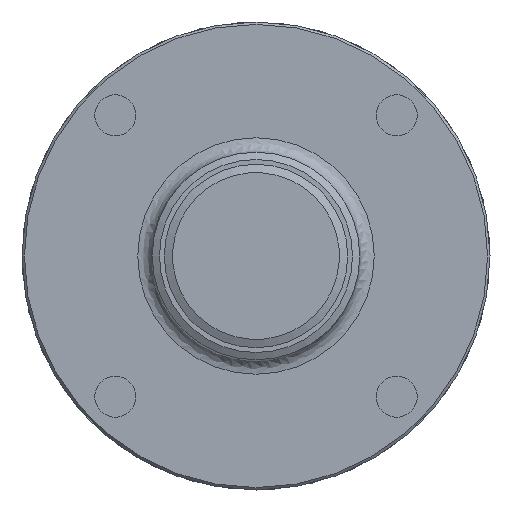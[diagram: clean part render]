
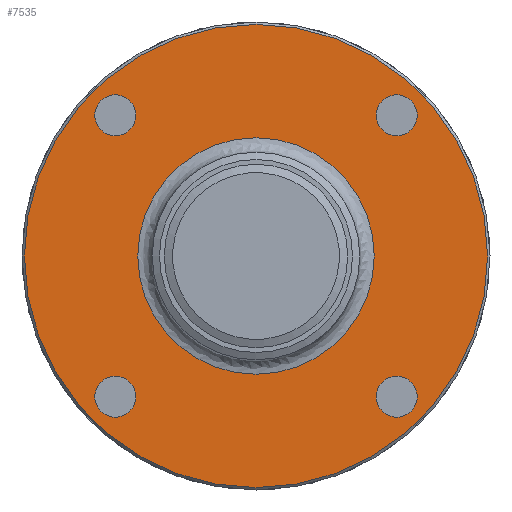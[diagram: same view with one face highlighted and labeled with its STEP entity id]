
A CAD part, left-side view. The second image highlights one B-rep face of the part: STEP entity #7535.
In plain terms, the highlighted planar face has unit normal (-1, 0, 0).
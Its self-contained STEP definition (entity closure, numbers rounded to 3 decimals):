
#7241=CARTESIAN_POINT('',(-60.0,-24.918,-29.168));
#7242=VERTEX_POINT('',#7241);
#7243=CARTESIAN_POINT('',(-60.0,-29.168,-29.168));
#7244=DIRECTION('',(1.0,0.0,0.0));
#7245=DIRECTION('',(0.0,-1.0,0.0));
#7246=AXIS2_PLACEMENT_3D('',#7243,#7244,#7245);
#7247=CIRCLE('',#7246,4.25);
#7248=EDGE_CURVE('',#7242,#7242,#7247,.T.);
#7269=CARTESIAN_POINT('',(-60.0,-29.168,24.918));
#7270=VERTEX_POINT('',#7269);
#7271=CARTESIAN_POINT('',(-60.0,-29.168,29.168));
#7272=DIRECTION('',(1.0,0.0,0.0));
#7273=DIRECTION('',(0.0,0.0,1.0));
#7274=AXIS2_PLACEMENT_3D('',#7271,#7272,#7273);
#7275=CIRCLE('',#7274,4.25);
#7276=EDGE_CURVE('',#7270,#7270,#7275,.T.);
#7297=CARTESIAN_POINT('',(-60.0,24.918,29.168));
#7298=VERTEX_POINT('',#7297);
#7299=CARTESIAN_POINT('',(-60.0,29.168,29.168));
#7300=DIRECTION('',(1.0,0.0,0.0));
#7301=DIRECTION('',(0.0,1.0,0.0));
#7302=AXIS2_PLACEMENT_3D('',#7299,#7300,#7301);
#7303=CIRCLE('',#7302,4.25);
#7304=EDGE_CURVE('',#7298,#7298,#7303,.T.);
#7325=CARTESIAN_POINT('',(-60.0,29.168,-24.918));
#7326=VERTEX_POINT('',#7325);
#7327=CARTESIAN_POINT('',(-60.0,29.168,-29.168));
#7328=DIRECTION('',(1.0,0.0,0.0));
#7329=DIRECTION('',(0.0,0.0,-1.0));
#7330=AXIS2_PLACEMENT_3D('',#7327,#7328,#7329);
#7331=CIRCLE('',#7330,4.25);
#7332=EDGE_CURVE('',#7326,#7326,#7331,.T.);
#7489=CARTESIAN_POINT('',(-60.0,24.5,0.0));
#7490=VERTEX_POINT('',#7489);
#7491=CARTESIAN_POINT('',(-60.0,0.0,0.0));
#7492=DIRECTION('',(1.0,0.0,0.0));
#7493=DIRECTION('',(0.0,1.0,0.0));
#7494=AXIS2_PLACEMENT_3D('',#7491,#7492,#7493);
#7495=CIRCLE('',#7494,24.5);
#7496=EDGE_CURVE('',#7490,#7490,#7495,.T.);
#7504=CARTESIAN_POINT('',(-60.0,36.25,0.0));
#7505=DIRECTION('',(-1.0,0.0,0.0));
#7506=DIRECTION('',(0.0,0.0,1.0));
#7507=AXIS2_PLACEMENT_3D('',#7504,#7505,#7506);
#7508=PLANE('',#7507);
#7509=CARTESIAN_POINT('',(-60.,48.,0.0));
#7510=VERTEX_POINT('',#7509);
#7511=CARTESIAN_POINT('',(-60.,0.0,0.0));
#7512=DIRECTION('',(1.0,0.0,0.0));
#7513=DIRECTION('',(0.0,1.0,0.0));
#7514=AXIS2_PLACEMENT_3D('',#7511,#7512,#7513);
#7515=CIRCLE('',#7514,48.);
#7516=EDGE_CURVE('',#7510,#7510,#7515,.T.);
#7517=ORIENTED_EDGE('',*,*,#7516,.F.);
#7518=EDGE_LOOP('',(#7517));
#7519=FACE_OUTER_BOUND('',#7518,.T.);
#7520=ORIENTED_EDGE('',*,*,#7248,.T.);
#7521=EDGE_LOOP('',(#7520));
#7522=FACE_BOUND('',#7521,.T.);
#7523=ORIENTED_EDGE('',*,*,#7276,.T.);
#7524=EDGE_LOOP('',(#7523));
#7525=FACE_BOUND('',#7524,.T.);
#7526=ORIENTED_EDGE('',*,*,#7304,.T.);
#7527=EDGE_LOOP('',(#7526));
#7528=FACE_BOUND('',#7527,.T.);
#7529=ORIENTED_EDGE('',*,*,#7332,.T.);
#7530=EDGE_LOOP('',(#7529));
#7531=FACE_BOUND('',#7530,.T.);
#7532=ORIENTED_EDGE('',*,*,#7496,.T.);
#7533=EDGE_LOOP('',(#7532));
#7534=FACE_BOUND('',#7533,.T.);
#7535=ADVANCED_FACE('',(#7519,#7522,#7525,#7528,#7531,#7534),#7508,.T.);
